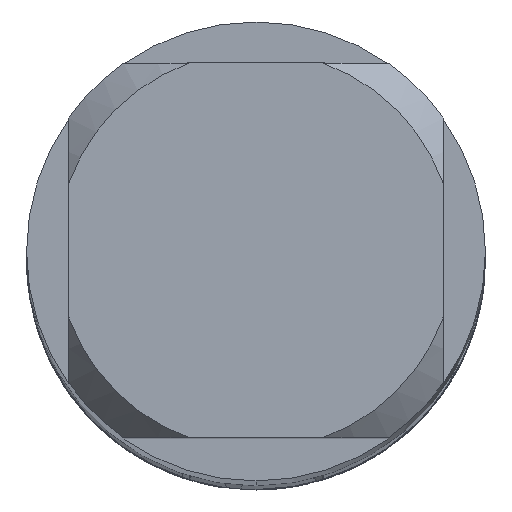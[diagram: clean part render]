
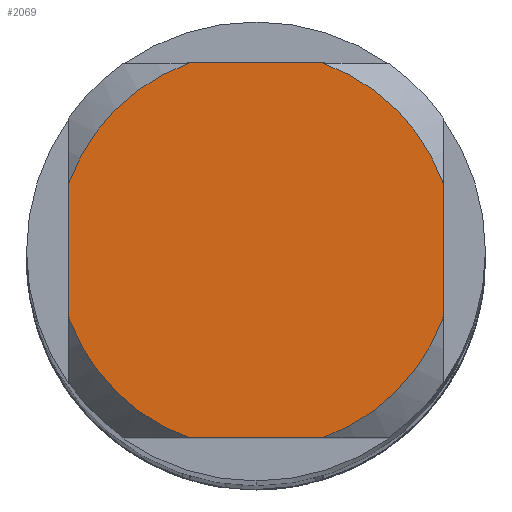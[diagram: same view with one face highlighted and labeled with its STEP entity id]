
A CAD part, top view. The second image highlights one B-rep face of the part: STEP entity #2069.
In plain terms, the highlighted planar face has unit normal (0, 0, 1).
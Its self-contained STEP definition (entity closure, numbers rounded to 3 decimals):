
#1325=VERTEX_POINT('',#3713);
#1517=EDGE_CURVE('',#3043,#1527,#3928,.T.);
#1527=VERTEX_POINT('',#3938);
#1775=EDGE_CURVE('',#2017,#1325,#4202,.T.);
#2017=VERTEX_POINT('',#4464);
#2069=ADVANCED_FACE('',(#4522),#4523,.T.);
#2195=VERTEX_POINT('',#4659);
#2215=EDGE_CURVE('',#2735,#2195,#4679,.T.);
#2409=VERTEX_POINT('',#4892);
#2537=EDGE_CURVE('',#2409,#2195,#5035,.T.);
#2735=VERTEX_POINT('',#5254);
#2761=EDGE_CURVE('',#2017,#3489,#5282,.T.);
#3043=VERTEX_POINT('',#5583);
#3111=EDGE_CURVE('',#2409,#1527,#5653,.T.);
#3443=EDGE_CURVE('',#2735,#1325,#6023,.T.);
#3489=VERTEX_POINT('',#6072);
#3495=EDGE_CURVE('',#3043,#3489,#6078,.T.);
#3713=CARTESIAN_POINT('',(-2.45,-0.87,0.0));
#3928=LINE('',#6864,#6865);
#3938=CARTESIAN_POINT('',(2.45,0.87,0.0));
#4202=CIRCLE('',#7634,2.6);
#4464=CARTESIAN_POINT('',(-0.87,-2.45,0.0));
#4522=FACE_OUTER_BOUND('',#8694,.T.);
#4523=PLANE('',#8695);
#4659=CARTESIAN_POINT('',(-0.87,2.45,0.0));
#4679=CIRCLE('',#9043,2.6);
#4892=CARTESIAN_POINT('',(0.87,2.45,0.0));
#5035=LINE('',#10034,#10035);
#5254=CARTESIAN_POINT('',(-2.45,0.87,0.0));
#5282=LINE('',#10886,#10887);
#5583=CARTESIAN_POINT('',(2.45,-0.87,0.0));
#5653=CIRCLE('',#11951,2.6);
#6023=LINE('',#12929,#12930);
#6072=CARTESIAN_POINT('',(0.87,-2.45,0.0));
#6078=CIRCLE('',#13063,2.6);
#6864=CARTESIAN_POINT('',(2.45,0.65,0.0));
#6865=VECTOR('',#13951,1.0);
#7634=AXIS2_PLACEMENT_3D('',#14172,#14173,#14174);
#8694=EDGE_LOOP('',(#14485,#14486,#14487,#14488,#14489,#14490,#14491,#14492));
#8695=AXIS2_PLACEMENT_3D('',#14493,#14494,#14495);
#9043=AXIS2_PLACEMENT_3D('',#14630,#14631,#14632);
#10034=CARTESIAN_POINT('',(0.0,2.45,0.0));
#10035=VECTOR('',#15095,1.0);
#10886=CARTESIAN_POINT('',(0.0,-2.45,0.0));
#10887=VECTOR('',#15349,1.0);
#11951=AXIS2_PLACEMENT_3D('',#15732,#15733,#15734);
#12929=CARTESIAN_POINT('',(-2.45,0.65,0.0));
#12930=VECTOR('',#16149,1.0);
#13063=AXIS2_PLACEMENT_3D('',#16189,#16190,#16191);
#13951=DIRECTION('',(-0.0,1.0,0.0));
#14172=CARTESIAN_POINT('',(0.0,0.0,0.0));
#14173=DIRECTION('',(0.0,0.0,-1.0));
#14174=DIRECTION('',(0.0,1.0,0.0));
#14485=ORIENTED_EDGE('',*,*,#3443,.T.);
#14486=ORIENTED_EDGE('',*,*,#1775,.F.);
#14487=ORIENTED_EDGE('',*,*,#2761,.T.);
#14488=ORIENTED_EDGE('',*,*,#3495,.F.);
#14489=ORIENTED_EDGE('',*,*,#1517,.T.);
#14490=ORIENTED_EDGE('',*,*,#3111,.F.);
#14491=ORIENTED_EDGE('',*,*,#2537,.T.);
#14492=ORIENTED_EDGE('',*,*,#2215,.F.);
#14493=CARTESIAN_POINT('',(0.0,1.3,0.0));
#14494=DIRECTION('',(-0.0,0.0,1.0));
#14495=DIRECTION('',(0.0,-1.0,0.0));
#14630=CARTESIAN_POINT('',(0.0,0.0,0.0));
#14631=DIRECTION('',(0.0,0.0,-1.0));
#14632=DIRECTION('',(0.0,1.0,0.0));
#15095=DIRECTION('',(-1.0,0.0,0.0));
#15349=DIRECTION('',(1.0,0.0,0.0));
#15732=CARTESIAN_POINT('',(0.0,0.0,0.0));
#15733=DIRECTION('',(0.0,0.0,-1.0));
#15734=DIRECTION('',(0.0,1.0,0.0));
#16149=DIRECTION('',(-0.0,-1.0,0.0));
#16189=CARTESIAN_POINT('',(0.0,0.0,0.0));
#16190=DIRECTION('',(0.0,0.0,-1.0));
#16191=DIRECTION('',(0.0,1.0,0.0));
